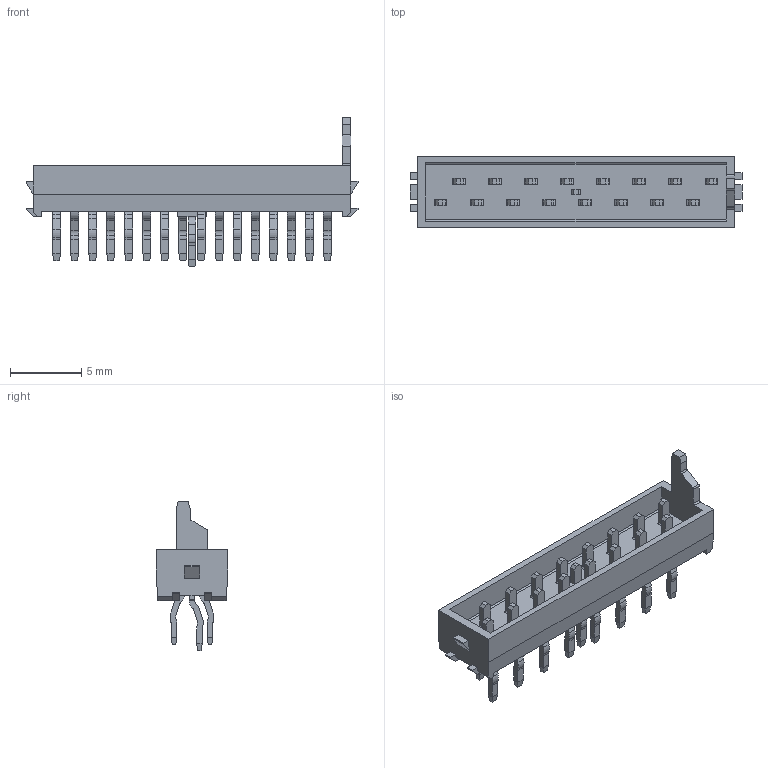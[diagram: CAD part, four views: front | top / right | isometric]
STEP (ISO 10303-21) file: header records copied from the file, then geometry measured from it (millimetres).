
FILE_DESCRIPTION( ( 'Unknown' ), '1' );
FILE_NAME( '690357101672.stp', 'Unknown', ( 'Unknown' ), ( 'Unknown' ), 'XStep 1.0', 'Unknown', ' ' );
FILE_SCHEMA( ( 'CONFIG_CONTROL_DESIGN' ) );
Length unit declared in the file: millimetre
Products named in the file (3): Assem1; 1; 2
Bounding box: 23.35 x 5 x 10.5 mm (x, y, z)
Volume: 404 mm3; surface area: 1442.9 mm2
Topology: 19 solids, 19 shells, 1136 faces, 3146 edges, 2052 vertices
Faces by surface type: plane 886, cylinder 250
Entity records: 8970 total; most frequent: CARTESIAN_POINT 1580, ORIENTED_EDGE 1556, DIRECTION 1390, EDGE_CURVE 778, LINE 738, VECTOR 738, VERTEX_POINT 516, AXIS2_PLACEMENT_3D 326
